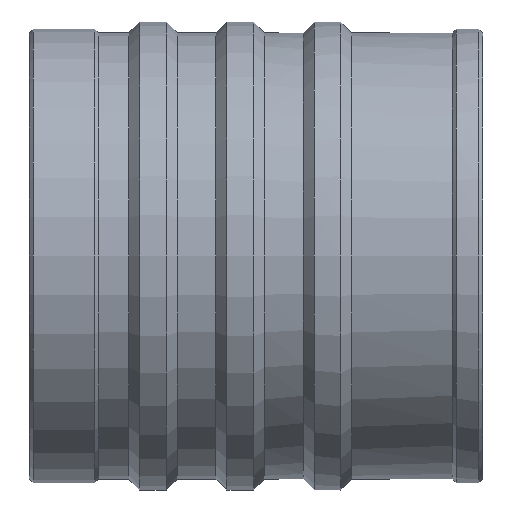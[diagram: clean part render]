
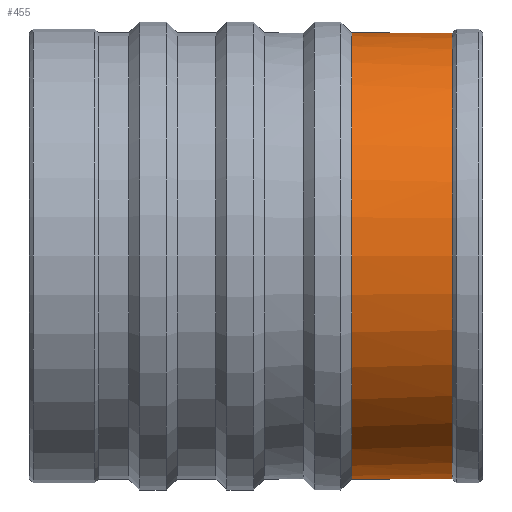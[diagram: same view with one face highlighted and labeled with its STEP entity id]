
A CAD part, front view. The second image highlights one B-rep face of the part: STEP entity #455.
In plain terms, the highlighted cylindrical face has radius 92 mm (diameter 184 mm), a full revolution.
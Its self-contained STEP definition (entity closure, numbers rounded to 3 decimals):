
#18=B_SPLINE_CURVE_WITH_KNOTS('',3,(#795,#796,#797,#798,#799,#800,#801,
#802,#803,#804,#805,#806,#807,#808,#809,#810,#811,#812),.UNSPECIFIED.,.F.,
 .F.,(4,2,2,2,2,2,2,2,4),(0.157,0.32,0.64,
0.96,1.28,1.6,1.92,2.241,
2.404),.UNSPECIFIED.);
#47=FACE_BOUND('',#154,.T.);
#78=CYLINDRICAL_SURFACE('',#508,92.);
#102=FACE_OUTER_BOUND('',#153,.T.);
#153=EDGE_LOOP('',(#366,#367));
#154=EDGE_LOOP('',(#368));
#219=CIRCLE('',#509,92.);
#220=CIRCLE('',#510,92.);
#259=VERTEX_POINT('',#761);
#261=VERTEX_POINT('',#788);
#266=VERTEX_POINT('',#864);
#304=EDGE_CURVE('',#259,#261,#18,.T.);
#309=EDGE_CURVE('',#261,#259,#219,.T.);
#310=EDGE_CURVE('',#266,#266,#220,.T.);
#366=ORIENTED_EDGE('',*,*,#304,.T.);
#367=ORIENTED_EDGE('',*,*,#309,.T.);
#368=ORIENTED_EDGE('',*,*,#310,.F.);
#455=ADVANCED_FACE('',(#102,#47),#78,.T.);
#508=AXIS2_PLACEMENT_3D('',#862,#612,#613);
#509=AXIS2_PLACEMENT_3D('',#863,#614,#615);
#510=AXIS2_PLACEMENT_3D('',#865,#616,#617);
#612=DIRECTION('center_axis',(-1.,0.,0.));
#613=DIRECTION('ref_axis',(0.,-1.,0.));
#614=DIRECTION('center_axis',(-1.,0.,0.));
#615=DIRECTION('ref_axis',(0.,0.,1.));
#616=DIRECTION('center_axis',(-1.,0.,0.));
#617=DIRECTION('ref_axis',(0.,0.,1.));
#761=CARTESIAN_POINT('',(80.9,91.62,8.353));
#788=CARTESIAN_POINT('',(80.9,91.62,-8.353));
#795=CARTESIAN_POINT('Ctrl Pts',(80.9,91.62,8.353));
#796=CARTESIAN_POINT('Ctrl Pts',(80.342,91.63,8.245));
#797=CARTESIAN_POINT('Ctrl Pts',(79.786,91.645,8.078));
#798=CARTESIAN_POINT('Ctrl Pts',(78.209,91.701,7.421));
#799=CARTESIAN_POINT('Ctrl Pts',(77.256,91.754,6.765));
#800=CARTESIAN_POINT('Ctrl Pts',(75.752,91.853,5.254));
#801=CARTESIAN_POINT('Ctrl Pts',(75.101,91.906,4.298));
#802=CARTESIAN_POINT('Ctrl Pts',(74.238,91.98,2.204));
#803=CARTESIAN_POINT('Ctrl Pts',(74.026,92.,1.067));
#804=CARTESIAN_POINT('Ctrl Pts',(74.026,92.,-1.067));
#805=CARTESIAN_POINT('Ctrl Pts',(74.238,91.98,-2.204));
#806=CARTESIAN_POINT('Ctrl Pts',(75.101,91.906,-4.298));
#807=CARTESIAN_POINT('Ctrl Pts',(75.752,91.853,-5.254));
#808=CARTESIAN_POINT('Ctrl Pts',(77.256,91.754,-6.765));
#809=CARTESIAN_POINT('Ctrl Pts',(78.209,91.701,-7.421));
#810=CARTESIAN_POINT('Ctrl Pts',(79.786,91.645,-8.078));
#811=CARTESIAN_POINT('Ctrl Pts',(80.342,91.63,-8.245));
#812=CARTESIAN_POINT('Ctrl Pts',(80.9,91.62,-8.353));
#862=CARTESIAN_POINT('Origin',(60.2,0.,0.));
#863=CARTESIAN_POINT('Origin',(80.9,0.,0.));
#864=CARTESIAN_POINT('',(39.5,-92.,0.));
#865=CARTESIAN_POINT('Origin',(39.5,0.,0.));
